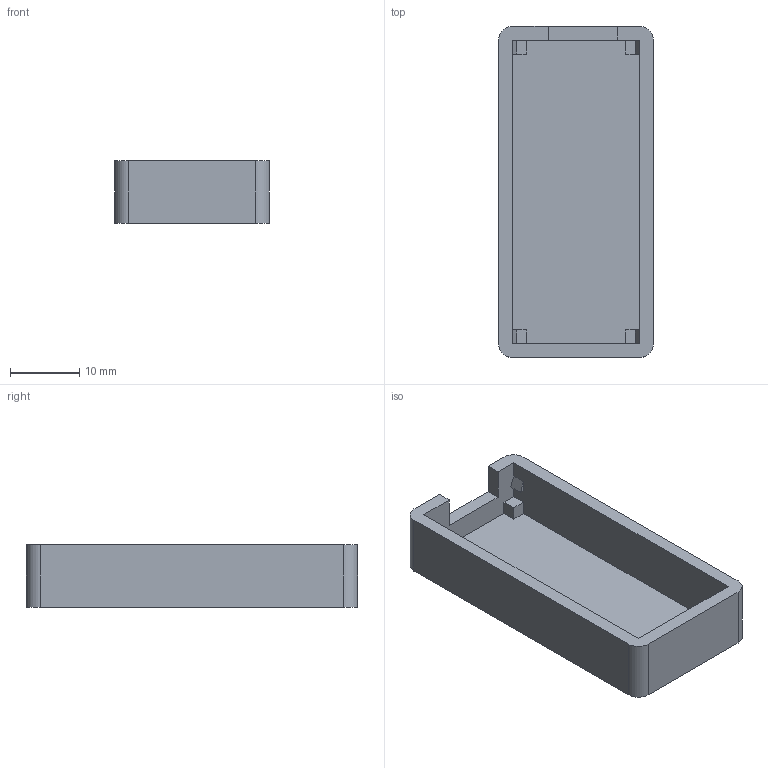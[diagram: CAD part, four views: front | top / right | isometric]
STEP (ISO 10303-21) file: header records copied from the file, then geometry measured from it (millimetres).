
FILE_DESCRIPTION (( 'STEP AP214' ), '1' );
FILE_NAME ('arduino-nano_bottom.STEP', '2024-07-27T14:08:20', ( '' ), ( '' ), 'SwSTEP 2.0', 'SolidWorks 2023', '' );
FILE_SCHEMA (( 'AUTOMOTIVE_DESIGN' ));
Length unit declared in the file: millimetre
Products named in the file (1): arduino-nano_bottom
Bounding box: 22.4 x 47.9 x 9 mm (x, y, z)
Volume: 3109.6 mm3; surface area: 4304 mm2
Topology: 1 solids, 1 shells, 42 faces, 120 edges, 80 vertices
Faces by surface type: plane 38, cylinder 4
Entity records: 1375 total; most frequent: CARTESIAN_POINT 243, ORIENTED_EDGE 240, DIRECTION 214, EDGE_CURVE 120, VECTOR 112, LINE 112, VERTEX_POINT 80, AXIS2_PLACEMENT_3D 51
